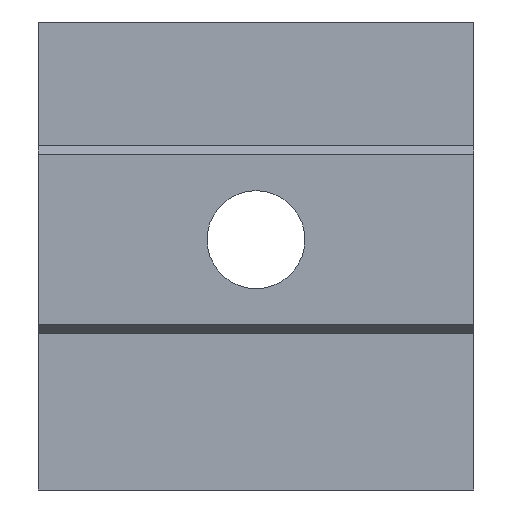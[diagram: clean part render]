
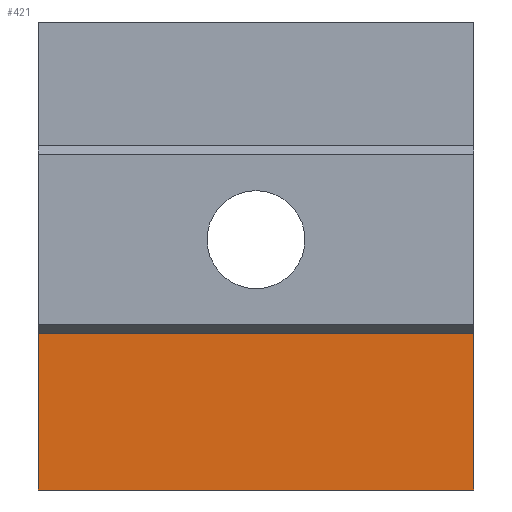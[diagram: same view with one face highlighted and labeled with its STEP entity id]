
A CAD part, left-side view. The second image highlights one B-rep face of the part: STEP entity #421.
In plain terms, the highlighted planar face has unit normal (-1, 0, 0).
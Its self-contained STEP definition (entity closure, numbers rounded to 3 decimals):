
#56=FACE_OUTER_BOUND('',#81,.T.);
#81=EDGE_LOOP('',(#351,#352,#353,#354));
#100=LINE('',#617,#143);
#111=LINE('',#644,#154);
#121=LINE('',#670,#164);
#124=LINE('',#684,#167);
#143=VECTOR('',#495,10.);
#154=VECTOR('',#514,10.);
#164=VECTOR('',#532,10.);
#167=VECTOR('',#549,10.);
#186=VERTEX_POINT('',#614);
#187=VERTEX_POINT('',#616);
#199=VERTEX_POINT('',#642);
#211=VERTEX_POINT('',#668);
#226=EDGE_CURVE('',#186,#187,#100,.T.);
#240=EDGE_CURVE('',#186,#199,#111,.T.);
#253=EDGE_CURVE('',#199,#211,#121,.T.);
#260=EDGE_CURVE('',#187,#211,#124,.T.);
#351=ORIENTED_EDGE('',*,*,#240,.T.);
#352=ORIENTED_EDGE('',*,*,#253,.T.);
#353=ORIENTED_EDGE('',*,*,#260,.F.);
#354=ORIENTED_EDGE('',*,*,#226,.F.);
#402=PLANE('',#468);
#421=ADVANCED_FACE('',(#56),#402,.T.);
#468=AXIS2_PLACEMENT_3D('',#696,#566,#567);
#495=DIRECTION('',(0.,0.,-1.));
#514=DIRECTION('',(0.,1.,0.));
#532=DIRECTION('',(0.,0.,-1.));
#549=DIRECTION('',(0.,1.,0.));
#566=DIRECTION('center_axis',(-1.,0.,0.));
#567=DIRECTION('ref_axis',(0.,0.,1.));
#614=CARTESIAN_POINT('',(0.,0.,-4.323));
#616=CARTESIAN_POINT('',(0.,0.,-11.5));
#617=CARTESIAN_POINT('',(0.,0.,-10.));
#642=CARTESIAN_POINT('',(0.,20.,-4.323));
#644=CARTESIAN_POINT('',(0.,0.,-4.323));
#668=CARTESIAN_POINT('',(0.,20.,-11.5));
#670=CARTESIAN_POINT('',(0.,20.,-10.));
#684=CARTESIAN_POINT('',(0.,0.,-11.5));
#696=CARTESIAN_POINT('Origin',(0.,0.,-10.));
